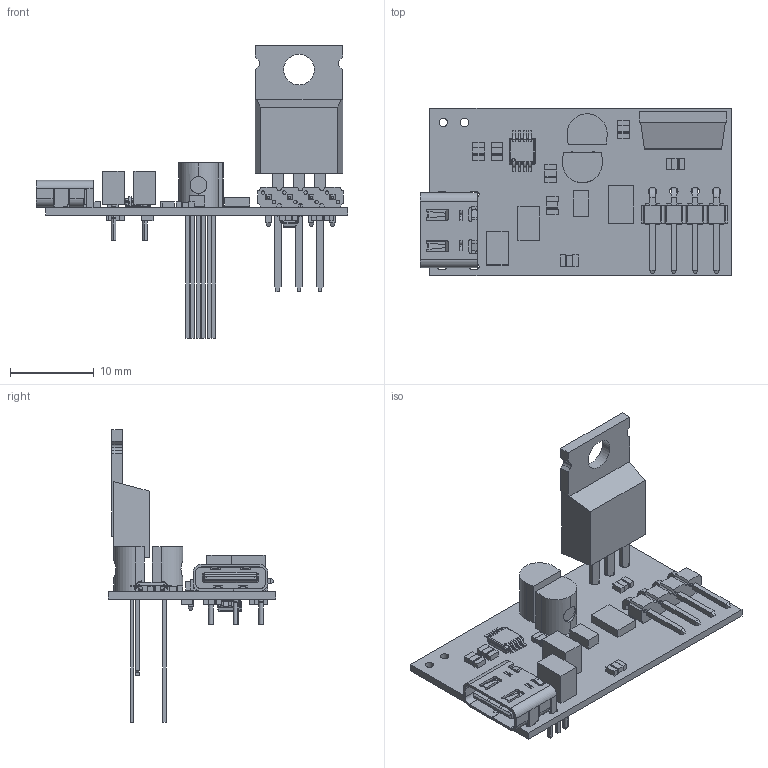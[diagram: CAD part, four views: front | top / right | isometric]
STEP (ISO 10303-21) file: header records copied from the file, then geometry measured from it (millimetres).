
FILE_DESCRIPTION(('Open CASCADE Model'),'2;1');
FILE_NAME('Open CASCADE Shape Model','2025-05-05T23:04:14',('Author'),( 'Open CASCADE'),'Open CASCADE STEP processor 7.5','Open CASCADE 7.5' ,'Unknown');
FILE_SCHEMA(('AUTOMOTIVE_DESIGN { 1 0 10303 214 1 1 1 1 }'));
Length unit declared in the file: millimetre
Products named in the file (47): PCB; Board_Power; Open CASCADE STEP translator 7.5 1.1.1; V1_Power; 6479615344; R9_Power; RES_CRGCQ0805F1K2_TEC; C6_Power; C5_Power; P1_Power; USB Connector Type C female 6pin; Q1_Power; 6479615824; IRF9540N; H2_Power; 10129379-904002BLF; R8_Power; R7_Power; R6_Power; R5_Power; R4_Power; R3_Power; R2_Power; R1_Power; Q3_Power; 6470186752; KSC1008YBU_KSC1008YBU; Q2_Power; 6470186672; M1_Power; 6667053168; Extruded; IC2_Power; 6667052928; IC1_Power; 6470186912; Open CASCADE STEP translator 7.5 1.1; Body; Open CASCADE STEP translator 7.5 1.2.1; Leader ...
Assembly tree (66 placements, depth 5):
  PCB
    Board_Power
      Open CASCADE STEP translator 7.5 1.1.1
    V1_Power
      6479615344
    R9_Power
      RES_CRGCQ0805F1K2_TEC
    C6_Power
      RES_CRGCQ0805F1K2_TEC
    C5_Power
      RES_CRGCQ0805F1K2_TEC
    P1_Power
      USB Connector Type C female 6pin
    Q1_Power
      6479615824
        IRF9540N
    H2_Power
      10129379-904002BLF
    R8_Power
      RES_CRGCQ0805F1K2_TEC
    R7_Power
      RES_CRGCQ0805F1K2_TEC
    R6_Power
      RES_CRGCQ0805F1K2_TEC
    R5_Power
      RES_CRGCQ0805F1K2_TEC
    R4_Power
      RES_CRGCQ0805F1K2_TEC
    R3_Power
      RES_CRGCQ0805F1K2_TEC
    R2_Power
      RES_CRGCQ0805F1K2_TEC
    R1_Power
      RES_CRGCQ0805F1K2_TEC
    Q3_Power
      6470186752
        KSC1008YBU_KSC1008YBU
    Q2_Power
      6470186672
        KSC1008YBU_KSC1008YBU
    M1_Power
      6667053168
        Extruded
    IC2_Power
      6667052928
        Extruded
    IC1_Power
      6470186912
        Open CASCADE STEP translator 7.5 1.1
        Body
          Open CASCADE STEP translator 7.5 1.2.1
        Leader  x8
    C4_Power
      RES_CRGCQ0805F1K2_TEC
    C3_Power
      K104K15X7RF5TL2_VIS
    C2_Power
      RES_CRGCQ0805F1K2_TEC
    C1_Power
      K104K15X7RF5TL2_VIS
Bounding box: 37.14 x 20 x 34.92 mm (x, y, z)
Volume: 1584.2 mm3; surface area: 3913.9 mm2
Topology: 107 solids, 108 shells, 1646 faces, 3936 edges, 2483 vertices
Faces by surface type: plane 1231, cylinder 366, bspline 21, torus 16, sphere 10, cone 2
Full cylindrical faces by diameter (mm): 0.388 x1, 0.7 x4, 0.99 x6, 1 x6, 1.23 x3
Entity records: 36731 total; most frequent: CARTESIAN_POINT 7497, DIRECTION 5710, ORIENTED_EDGE 5699, EDGE_CURVE 2850, LINE 2146, VECTOR 2146, VERTEX_POINT 1831, AXIS2_PLACEMENT_3D 1782
